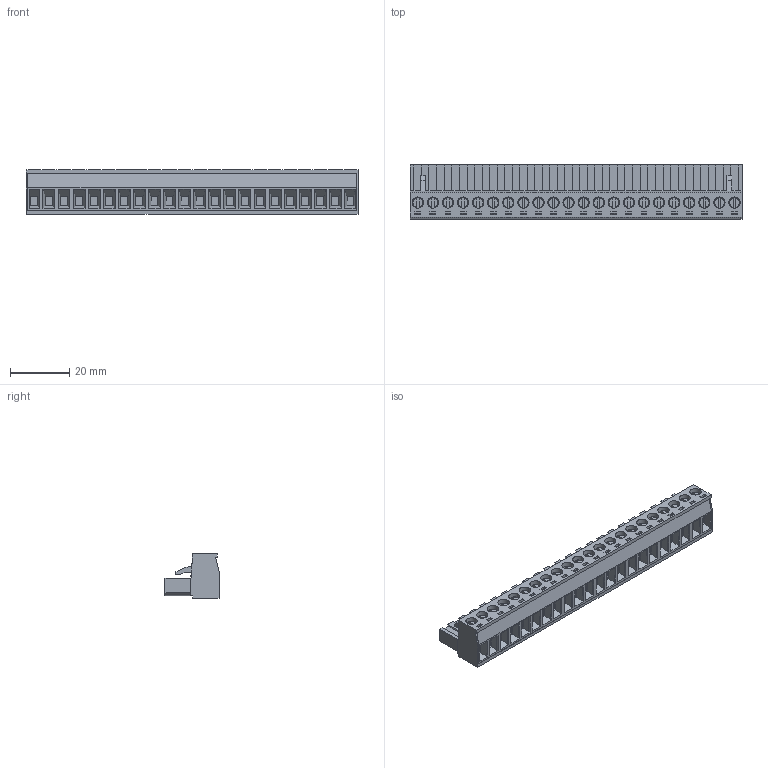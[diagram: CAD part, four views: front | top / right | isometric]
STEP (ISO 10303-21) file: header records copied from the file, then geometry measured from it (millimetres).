
FILE_DESCRIPTION(/* description */ ('Unknown'),/* implementation_level */ '2;1');
FILE_NAME(/* name */ '691351500022',/* time_stamp */ '2021-01-04T16:15:21+01:00',/* author */ ('Unknown'),/* organization */ ('Unknown'),/* preprocessor_version */ 'ST-DEVELOPER v16.7',/* originating_system */ 'DEX',/* authorisation */ $);
FILE_SCHEMA (('AUTOMOTIVE_DESIGN {1 0 10303 214 3 1 1}'));
Products named in the file (6): 6913515000xx; 691351500022; 6913515000xx_CAGE; 6913515000xx_PIN; 6913515000xx_VIS; 691351500022_CAPOT
Assembly tree (68 placements, depth 2):
  6913515000xx
    691351500022
    6913515000xx_CAGE  x22
    6913515000xx_PIN  x22
    6913515000xx_VIS  x22
    691351500022_CAPOT
Bounding box: 111.86 x 18.2 x 15.1 mm (x, y, z)
Volume: 12546.3 mm3; surface area: 33773.7 mm2
Topology: 68 solids, 68 shells, 5066 faces, 13757 edges, 8980 vertices
Faces by surface type: plane 3736, cylinder 1220, torus 66, cone 44
Full cylindrical faces by diameter (mm): 1.6 x22, 2.2 x22, 2.5 x22, 2.9 x22, 2.95 x22, 3 x22, 3.8 x44
Entity records: 76636 total; most frequent: CARTESIAN_POINT 13437, ORIENTED_EDGE 13074, DIRECTION 12190, EDGE_CURVE 6537, LINE 5964, VECTOR 5964, VERTEX_POINT 4312, AXIS2_PLACEMENT_3D 3113
